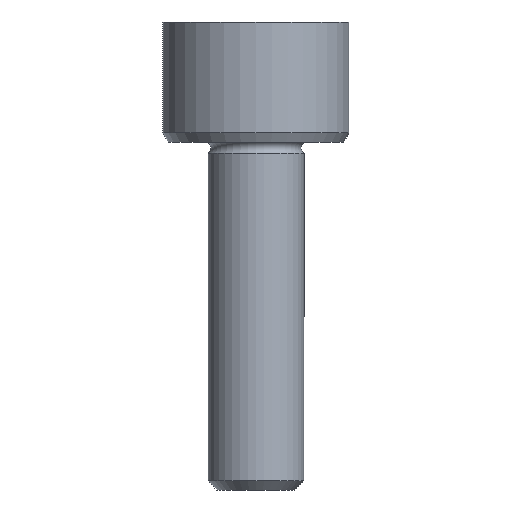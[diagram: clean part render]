
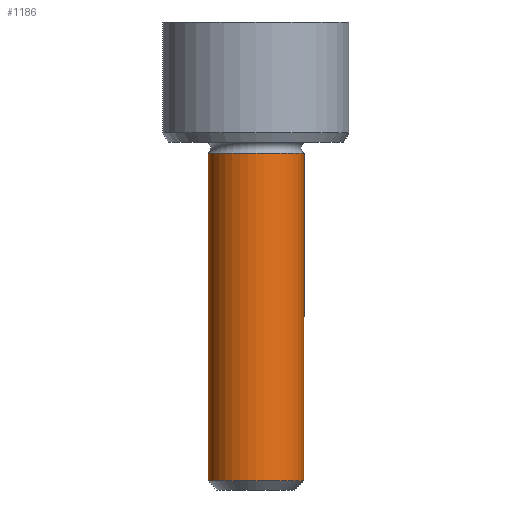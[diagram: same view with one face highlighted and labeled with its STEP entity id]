
A CAD part, front view. The second image highlights one B-rep face of the part: STEP entity #1186.
In plain terms, the highlighted cylindrical face has radius 0.8 mm (diameter 1.6 mm), a full revolution.
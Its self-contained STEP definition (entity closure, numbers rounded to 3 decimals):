
#16=CYLINDRICAL_SURFACE('',#1246,0.8);
#32=CIRCLE('',#1245,0.8);
#33=CIRCLE('',#1247,0.8);
#34=CIRCLE('',#1248,0.8);
#123=FACE_OUTER_BOUND('',#193,.T.);
#193=EDGE_LOOP('',(#1061,#1062,#1063,#1064,#1065));
#284=LINE('',#2410,#371);
#371=VECTOR('',#1412,0.8);
#558=VERTEX_POINT('',#2402);
#559=VERTEX_POINT('',#2406);
#560=VERTEX_POINT('',#2407);
#728=EDGE_CURVE('',#558,#558,#32,.T.);
#730=EDGE_CURVE('',#559,#560,#33,.T.);
#731=EDGE_CURVE('',#560,#559,#34,.T.);
#732=EDGE_CURVE('',#560,#558,#284,.T.);
#1061=ORIENTED_EDGE('',*,*,#730,.F.);
#1062=ORIENTED_EDGE('',*,*,#731,.F.);
#1063=ORIENTED_EDGE('',*,*,#732,.T.);
#1064=ORIENTED_EDGE('',*,*,#728,.T.);
#1065=ORIENTED_EDGE('',*,*,#732,.F.);
#1186=ADVANCED_FACE('',(#123),#16,.T.);
#1245=AXIS2_PLACEMENT_3D('',#2403,#1403,#1404);
#1246=AXIS2_PLACEMENT_3D('',#2405,#1406,#1407);
#1247=AXIS2_PLACEMENT_3D('',#2408,#1408,#1409);
#1248=AXIS2_PLACEMENT_3D('',#2409,#1410,#1411);
#1403=DIRECTION('center_axis',(0.,0.,1.));
#1404=DIRECTION('ref_axis',(0.,-1.,0.));
#1406=DIRECTION('center_axis',(0.,0.,1.));
#1407=DIRECTION('ref_axis',(0.,-1.,0.));
#1408=DIRECTION('center_axis',(0.,0.,1.));
#1409=DIRECTION('ref_axis',(0.,-1.,0.));
#1410=DIRECTION('center_axis',(0.,0.,1.));
#1411=DIRECTION('ref_axis',(0.,-1.,0.));
#1412=DIRECTION('',(0.,0.,-1.));
#2402=CARTESIAN_POINT('',(0.,0.8,-5.65));
#2403=CARTESIAN_POINT('Origin',(0.,0.,-5.65));
#2405=CARTESIAN_POINT('Origin',(0.,0.,-2.918));
#2406=CARTESIAN_POINT('',(-0.8,0.,-0.187));
#2407=CARTESIAN_POINT('',(0.,0.8,-0.187));
#2408=CARTESIAN_POINT('Origin',(0.,0.,-0.187));
#2409=CARTESIAN_POINT('Origin',(0.,0.,-0.187));
#2410=CARTESIAN_POINT('',(0.,0.8,-2.918));
